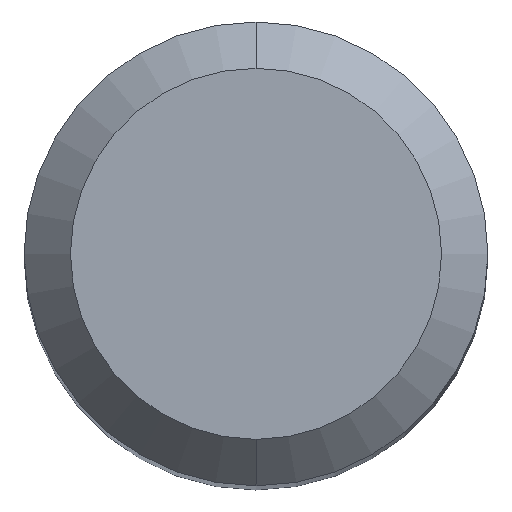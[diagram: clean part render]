
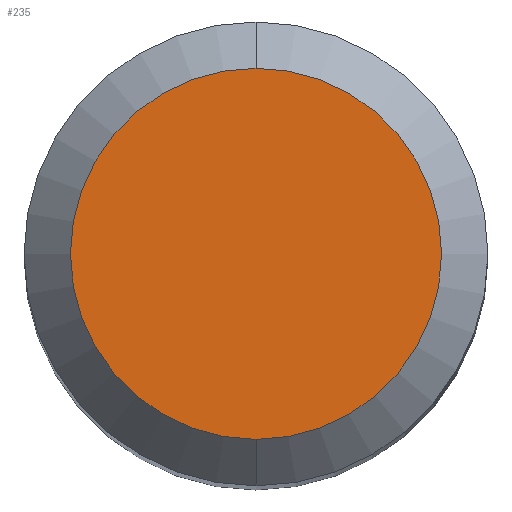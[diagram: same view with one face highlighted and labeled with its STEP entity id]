
A CAD part, top view. The second image highlights one B-rep face of the part: STEP entity #235.
In plain terms, the highlighted planar face has unit normal (0, 0, 1).
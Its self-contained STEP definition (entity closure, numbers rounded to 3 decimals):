
#22 = FACE_OUTER_BOUND ( 'NONE', #342, .T. ) ;
#54 = CARTESIAN_POINT ( 'NONE',  ( 0., 0., 64. ) ) ;
#67 = AXIS2_PLACEMENT_3D ( 'NONE', #54, #355, #312 ) ;
#126 = CARTESIAN_POINT ( 'NONE',  ( 0., 0., 64. ) ) ;
#127 = DIRECTION ( 'NONE',  ( 0., 0., 1. ) ) ;
#169 = CARTESIAN_POINT ( 'NONE',  ( 0., 0., 64. ) ) ;
#198 = CARTESIAN_POINT ( 'NONE',  ( 0., 3.2, 64. ) ) ;
#203 = PLANE ( 'NONE',  #451 ) ;
#205 = VERTEX_POINT ( 'NONE', #384 ) ;
#211 = ORIENTED_EDGE ( 'NONE', *, *, #370, .F. ) ;
#235 = ADVANCED_FACE ( 'NONE', ( #22 ), #203, .T. ) ;
#248 = EDGE_CURVE ( 'NONE', #205, #483, #337, .T. ) ;
#278 = AXIS2_PLACEMENT_3D ( 'NONE', #126, #389, #518 ) ;
#312 = DIRECTION ( 'NONE',  ( 0., 1., 0. ) ) ;
#335 = DIRECTION ( 'NONE',  ( 0., -1., 0. ) ) ;
#337 = CIRCLE ( 'NONE', #278, 3.2 ) ;
#342 = EDGE_LOOP ( 'NONE', ( #211, #410 ) ) ;
#355 = DIRECTION ( 'NONE',  ( 0., 0., -1. ) ) ;
#370 = EDGE_CURVE ( 'NONE', #483, #205, #405, .T. ) ;
#384 = CARTESIAN_POINT ( 'NONE',  ( 0., -3.2, 64. ) ) ;
#389 = DIRECTION ( 'NONE',  ( 0., 0., -1. ) ) ;
#405 = CIRCLE ( 'NONE', #67, 3.2 ) ;
#410 = ORIENTED_EDGE ( 'NONE', *, *, #248, .F. ) ;
#451 = AXIS2_PLACEMENT_3D ( 'NONE', #169, #127, #335 ) ;
#483 = VERTEX_POINT ( 'NONE', #198 ) ;
#518 = DIRECTION ( 'NONE',  ( 0., 1., 0. ) ) ;
